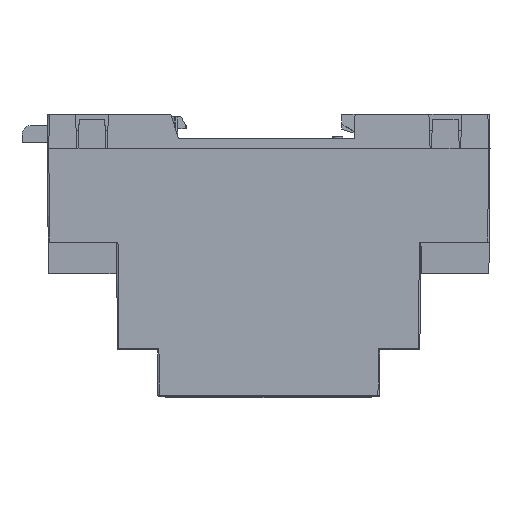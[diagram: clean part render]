
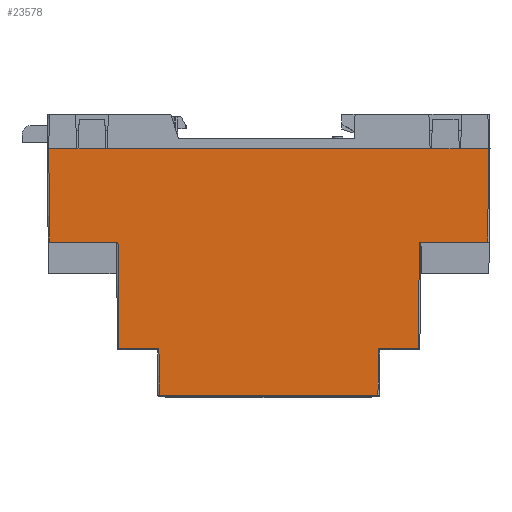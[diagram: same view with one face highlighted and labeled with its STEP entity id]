
A CAD part, front view. The second image highlights one B-rep face of the part: STEP entity #23578.
In plain terms, the highlighted planar face has unit normal (0, -1, -0.009).
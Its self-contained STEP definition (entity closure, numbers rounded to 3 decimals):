
#6510 = CARTESIAN_POINT ( 'NONE',  ( -29615.903, -26789.226, -3.19 ) ) ;
#7640 = CARTESIAN_POINT ( 'NONE',  ( -29563.122, -26789.143, -12.69 ) ) ;
#7654 = CARTESIAN_POINT ( 'NONE',  ( -29554.881, -26789.226, -3.19 ) ) ;
#10067 = CARTESIAN_POINT ( 'NONE',  ( -29546.542, -26789.581, 37.513 ) ) ;
#10099 = CARTESIAN_POINT ( 'NONE',  ( -29552.242, -26789.581, 37.513 ) ) ;
#10154 = CARTESIAN_POINT ( 'NONE',  ( -29624.242, -26789.581, 37.513 ) ) ;
#10171 = CARTESIAN_POINT ( 'NONE',  ( -29618.542, -26789.581, 37.513 ) ) ;
#12024 = LINE ( 'NONE', #12065, #12063 ) ;
#12063 = VECTOR ( 'NONE', #12064, 1000. ) ;
#12064 = DIRECTION ( 'NONE',  ( 1., 0., 0. ) ) ;
#12065 = CARTESIAN_POINT ( 'NONE',  ( -29620.292, -26789.581, 37.513 ) ) ;
#12421 = CARTESIAN_POINT ( 'NONE',  ( -29554.692, -26789.416, 18.513 ) ) ;
#12466 = LINE ( 'NONE', #12480, #12479 ) ;
#12475 = CARTESIAN_POINT ( 'NONE',  ( -29563.039, -26789.226, -3.19 ) ) ;
#12478 = DIRECTION ( 'NONE',  ( -1., 0., 0. ) ) ;
#12479 = VECTOR ( 'NONE', #12478, 1000. ) ;
#12480 = CARTESIAN_POINT ( 'NONE',  ( -29620.292, -26789.226, -3.19 ) ) ;
#12488 = LINE ( 'NONE', #12475, #12512 ) ;
#12498 = DIRECTION ( 'NONE',  ( -1., 0., 0. ) ) ;
#12499 = VECTOR ( 'NONE', #12498, 1000. ) ;
#12500 = CARTESIAN_POINT ( 'NONE',  ( -29620.292, -26789.143, -12.69 ) ) ;
#12501 = LINE ( 'NONE', #12500, #12499 ) ;
#12502 = VECTOR ( 'NONE', #12553, 1000. ) ;
#12503 = DIRECTION ( 'NONE',  ( -0.009, 0.009, -1. ) ) ;
#12504 = VECTOR ( 'NONE', #12503, 1000. ) ;
#12507 = CARTESIAN_POINT ( 'NONE',  ( -29563.039, -26789.226, -3.19 ) ) ;
#12511 = DIRECTION ( 'NONE',  ( -0.009, 0.009, -1. ) ) ;
#12512 = VECTOR ( 'NONE', #12511, 1000. ) ;
#12513 = CARTESIAN_POINT ( 'NONE',  ( -29554.692, -26789.416, 18.513 ) ) ;
#12514 = LINE ( 'NONE', #12513, #12504 ) ;
#12519 = CARTESIAN_POINT ( 'NONE',  ( -29607.745, -26789.226, -3.19 ) ) ;
#12549 = DIRECTION ( 'NONE',  ( -0.009, -0.009, 1. ) ) ;
#12550 = VECTOR ( 'NONE', #12549, 1000. ) ;
#12551 = CARTESIAN_POINT ( 'NONE',  ( -29607.662, -26789.143, -12.69 ) ) ;
#12552 = LINE ( 'NONE', #12551, #12550 ) ;
#12553 = DIRECTION ( 'NONE',  ( -1., 0., 0. ) ) ;
#12558 = CARTESIAN_POINT ( 'NONE',  ( -29620.292, -26789.226, -3.19 ) ) ;
#12559 = LINE ( 'NONE', #12558, #12502 ) ;
#12565 = CARTESIAN_POINT ( 'NONE',  ( -29616.092, -26789.416, 18.513 ) ) ;
#12608 = CARTESIAN_POINT ( 'NONE',  ( -29540.592, -26789.581, 37.513 ) ) ;
#12609 = LINE ( 'NONE', #12639, #12638 ) ;
#12637 = DIRECTION ( 'NONE',  ( -0.009, -0.009, 1. ) ) ;
#12638 = VECTOR ( 'NONE', #12637, 1000. ) ;
#12639 = CARTESIAN_POINT ( 'NONE',  ( -29615.903, -26789.226, -3.19 ) ) ;
#12649 = DIRECTION ( 'NONE',  ( 1., 0., 0. ) ) ;
#12650 = VECTOR ( 'NONE', #12649, 1000. ) ;
#12651 = CARTESIAN_POINT ( 'NONE',  ( -29620.292, -26789.581, 37.513 ) ) ;
#12657 = CARTESIAN_POINT ( 'NONE',  ( -29540.758, -26789.416, 18.513 ) ) ;
#12658 = LINE ( 'NONE', #12651, #12650 ) ;
#12662 = CARTESIAN_POINT ( 'NONE',  ( -29540.592, -26789.581, 37.513 ) ) ;
#12663 = LINE ( 'NONE', #12662, #12705 ) ;
#12664 = DIRECTION ( 'NONE',  ( -1., 0., 0. ) ) ;
#12665 = VECTOR ( 'NONE', #12664, 1000. ) ;
#12666 = CARTESIAN_POINT ( 'NONE',  ( -29620.292, -26789.416, 18.513 ) ) ;
#12675 = LINE ( 'NONE', #12666, #12665 ) ;
#12704 = DIRECTION ( 'NONE',  ( -0.009, 0.009, -1. ) ) ;
#12705 = VECTOR ( 'NONE', #12704, 1000. ) ;
#12758 = DIRECTION ( 'NONE',  ( 1., 0., 0. ) ) ;
#12759 = VECTOR ( 'NONE', #12758, 1000. ) ;
#12765 = CARTESIAN_POINT ( 'NONE',  ( -29620.292, -26789.581, 37.513 ) ) ;
#12766 = LINE ( 'NONE', #12765, #12759 ) ;
#12968 = CARTESIAN_POINT ( 'NONE',  ( -29630.026, -26789.416, 18.513 ) ) ;
#13079 = CARTESIAN_POINT ( 'NONE',  ( -29630.192, -26789.581, 37.513 ) ) ;
#13082 = DIRECTION ( 'NONE',  ( -1., 0., 0. ) ) ;
#13083 = VECTOR ( 'NONE', #13082, 1000. ) ;
#13090 = CARTESIAN_POINT ( 'NONE',  ( -29620.292, -26789.416, 18.513 ) ) ;
#13091 = LINE ( 'NONE', #13090, #13083 ) ;
#13192 = AXIS2_PLACEMENT_3D ( 'NONE', #13437, #13393, #13422 ) ;
#13202 = PLANE ( 'NONE',  #13192 ) ;
#13393 = DIRECTION ( 'NONE',  ( 0., 1., 0.009 ) ) ;
#13422 = DIRECTION ( 'NONE',  ( 0., -0.009, 1. ) ) ;
#13437 = CARTESIAN_POINT ( 'NONE',  ( -29620.292, -26788.888, -41.977 ) ) ;
#13449 = FACE_OUTER_BOUND ( 'NONE', #23598, .T. ) ;
#13469 = DIRECTION ( 'NONE',  ( 1., 0., 0. ) ) ;
#13470 = VECTOR ( 'NONE', #13469, 1000. ) ;
#13471 = CARTESIAN_POINT ( 'NONE',  ( -29630.492, -26789.581, 37.513 ) ) ;
#13472 = LINE ( 'NONE', #13471, #13470 ) ;
#13473 = DIRECTION ( 'NONE',  ( 1., 0., 0. ) ) ;
#13474 = VECTOR ( 'NONE', #13473, 1000. ) ;
#13475 = CARTESIAN_POINT ( 'NONE',  ( -29630.492, -26789.581, 37.513 ) ) ;
#13476 = LINE ( 'NONE', #13475, #13474 ) ;
#17534 = EDGE_CURVE ( 'NONE', #23288, #23352, #31594, .T. ) ;
#18062 = VERTEX_POINT ( 'NONE', #32178 ) ;
#21212 = VERTEX_POINT ( 'NONE', #10067 ) ;
#21278 = VERTEX_POINT ( 'NONE', #10099 ) ;
#21294 = VERTEX_POINT ( 'NONE', #10154 ) ;
#21339 = VERTEX_POINT ( 'NONE', #10171 ) ;
#22809 = VERTEX_POINT ( 'NONE', #12421 ) ;
#22823 = EDGE_CURVE ( 'NONE', #30130, #18062, #12501, .T. ) ;
#22833 = EDGE_CURVE ( 'NONE', #30143, #22859, #12466, .T. ) ;
#22848 = EDGE_CURVE ( 'NONE', #22859, #30130, #12488, .T. ) ;
#22858 = EDGE_CURVE ( 'NONE', #22809, #30143, #12514, .T. ) ;
#22859 = VERTEX_POINT ( 'NONE', #12507 ) ;
#22872 = EDGE_CURVE ( 'NONE', #18062, #22883, #12552, .T. ) ;
#22881 = EDGE_CURVE ( 'NONE', #22883, #29561, #12559, .T. ) ;
#22883 = VERTEX_POINT ( 'NONE', #12519 ) ;
#22919 = EDGE_CURVE ( 'NONE', #21294, #21339, #12024, .T. ) ;
#22954 = VERTEX_POINT ( 'NONE', #12565 ) ;
#22976 = EDGE_CURVE ( 'NONE', #21278, #21212, #12658, .T. ) ;
#22977 = VERTEX_POINT ( 'NONE', #12608 ) ;
#22995 = VERTEX_POINT ( 'NONE', #12657 ) ;
#23002 = EDGE_CURVE ( 'NONE', #29561, #22954, #12609, .T. ) ;
#23024 = EDGE_CURVE ( 'NONE', #22995, #22809, #12675, .T. ) ;
#23044 = EDGE_CURVE ( 'NONE', #22977, #22995, #12663, .T. ) ;
#23076 = EDGE_CURVE ( 'NONE', #21339, #21278, #12766, .T. ) ;
#23288 = VERTEX_POINT ( 'NONE', #12968 ) ;
#23347 = EDGE_CURVE ( 'NONE', #22954, #23288, #13091, .T. ) ;
#23352 = VERTEX_POINT ( 'NONE', #13079 ) ;
#23562 = ORIENTED_EDGE ( 'NONE', *, *, #23347, .F. ) ;
#23563 = ORIENTED_EDGE ( 'NONE', *, *, #17534, .F. ) ;
#23564 = ORIENTED_EDGE ( 'NONE', *, *, #22823, .F. ) ;
#23565 = ORIENTED_EDGE ( 'NONE', *, *, #23002, .F. ) ;
#23566 = ORIENTED_EDGE ( 'NONE', *, *, #22833, .F. ) ;
#23567 = ORIENTED_EDGE ( 'NONE', *, *, #22872, .F. ) ;
#23568 = ORIENTED_EDGE ( 'NONE', *, *, #23024, .F. ) ;
#23570 = ORIENTED_EDGE ( 'NONE', *, *, #22848, .F. ) ;
#23571 = ORIENTED_EDGE ( 'NONE', *, *, #23582, .F. ) ;
#23578 = ADVANCED_FACE ( 'NONE', ( #13449 ), #13202, .F. ) ;
#23580 = ORIENTED_EDGE ( 'NONE', *, *, #22976, .F. ) ;
#23581 = ORIENTED_EDGE ( 'NONE', *, *, #23583, .F. ) ;
#23582 = EDGE_CURVE ( 'NONE', #21212, #22977, #13476, .T. ) ;
#23583 = EDGE_CURVE ( 'NONE', #23352, #21294, #13472, .T. ) ;
#23584 = ORIENTED_EDGE ( 'NONE', *, *, #23076, .F. ) ;
#23598 = EDGE_LOOP ( 'NONE', ( #23571, #23580, #23584, #23660, #23581, #23563, #23562, #23565, #23661, #23567, #23564, #23570, #23566, #23648, #23568, #23649 ) ) ;
#23648 = ORIENTED_EDGE ( 'NONE', *, *, #22858, .F. ) ;
#23649 = ORIENTED_EDGE ( 'NONE', *, *, #23044, .F. ) ;
#23660 = ORIENTED_EDGE ( 'NONE', *, *, #22919, .F. ) ;
#23661 = ORIENTED_EDGE ( 'NONE', *, *, #22881, .F. ) ;
#29561 = VERTEX_POINT ( 'NONE', #6510 ) ;
#30130 = VERTEX_POINT ( 'NONE', #7640 ) ;
#30143 = VERTEX_POINT ( 'NONE', #7654 ) ;
#31583 = DIRECTION ( 'NONE',  ( -0.009, -0.009, 1. ) ) ;
#31584 = VECTOR ( 'NONE', #31583, 1000. ) ;
#31593 = CARTESIAN_POINT ( 'NONE',  ( -29630.026, -26789.416, 18.513 ) ) ;
#31594 = LINE ( 'NONE', #31593, #31584 ) ;
#32178 = CARTESIAN_POINT ( 'NONE',  ( -29607.662, -26789.143, -12.69 ) ) ;
